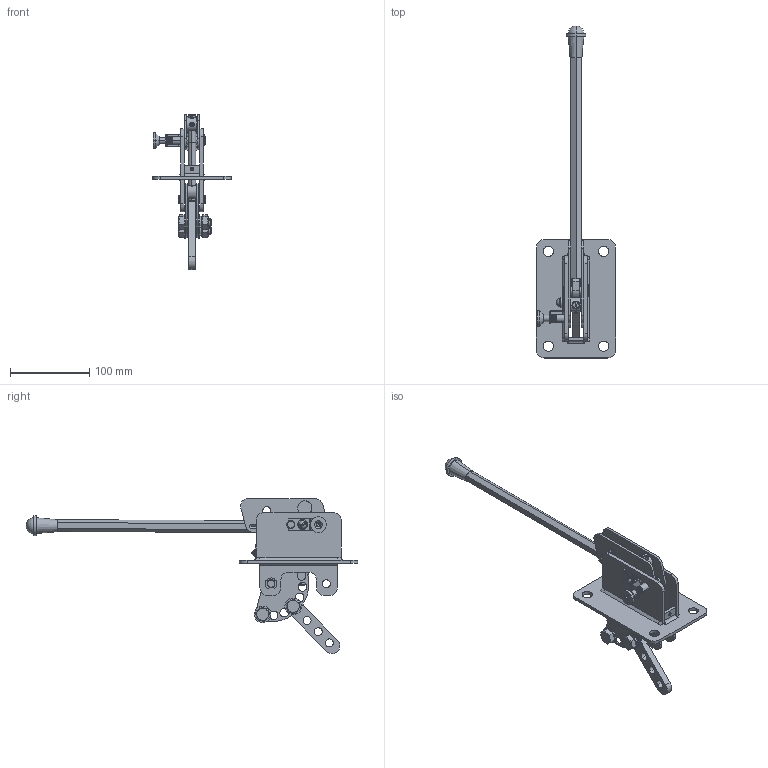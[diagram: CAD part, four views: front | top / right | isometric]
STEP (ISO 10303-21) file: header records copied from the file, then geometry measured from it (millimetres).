
FILE_DESCRIPTION((''),'2;1');
FILE_NAME('D_0015_00_000_ASM','2013-12-18T',(' '),(''),'80','80','');
FILE_SCHEMA(('CONFIG_CONTROL_DESIGN'));
Length unit declared in the file: millimetre
Products named in the file (34): D_0015_00_001_01; D_0015_00_002; D_0015_10_000_ASM; D_0015_00_005; D_0015_00_004_01; D_0015_00_004_00; D_0015_20_000_ASM; D_0015_00_015; D_0015_00_011; D_0015_00_012; D_0015_00_013; D_0015_00_014_AF0; D_0015_30_000_ASM; D_0015_00_006; D_0015_00_007; SHAIBA-11371_10_01_016; D_0015_00_008; D_0015_00_009; BOLT_7805_M10-6GX35_66_016; SHAIBA-6402_10_65G_019; GAIKA_5927_M10-6H_5_019; D_0015_40_000_ASM; SHAIBA_UPORNAYA-7_1; D_0015_00_017; D_0015_00_010; VINT_17473-M3-6GX5_36_016; D_0015_00_018; SHAIBA-11371_4_01_016; SHAIBA-6402_4_65G_019; SHAIBA-11371_6_01_016; SHAIBA-6402_6_65G_026; VINT_17473-M6-6GX10_36_019; D_0005_00_001; D_0015_00_000_ASM
Assembly tree (53 placements, depth 3):
  D_0015_00_000_ASM
    D_0015_10_000_ASM
      D_0015_00_001_01
      D_0015_00_002  x2
    D_0015_20_000_ASM
      D_0015_00_005
      D_0015_00_004_01
      D_0015_00_004_00
    D_0015_00_015  x2
    D_0015_30_000_ASM
      D_0015_00_011
      D_0015_00_012
      D_0015_00_013
      D_0015_00_014_AF0
    D_0015_40_000_ASM
      D_0015_00_006  x2
      D_0015_00_007
      SHAIBA-11371_10_01_016  x8
      D_0015_00_008
      D_0015_00_009
      BOLT_7805_M10-6GX35_66_016  x2
      SHAIBA-6402_10_65G_019  x2
      GAIKA_5927_M10-6H_5_019  x2
    SHAIBA_UPORNAYA-7_1  x3
    D_0015_00_017
    D_0015_00_010
    VINT_17473-M3-6GX5_36_016  x3
    D_0015_00_018
    SHAIBA-11371_4_01_016  x2
    SHAIBA-6402_4_65G_019  x2
    SHAIBA-11371_6_01_016  x2
    SHAIBA-6402_6_65G_026
    VINT_17473-M6-6GX10_36_019
    D_0005_00_001
Bounding box: 100 x 420.01 x 196.47 mm (x, y, z)
Volume: 266934.6 mm3; surface area: 166554.8 mm2
Topology: 49 solids, 78 shells, 800 faces, 2067 edges, 1543 vertices
Faces by surface type: cylinder 381, plane 339, cone 60, bspline 10, sphere 10
Entity records: 21956 total; most frequent: CARTESIAN_POINT 7012, DIRECTION 3365, ORIENTED_EDGE 2522, EDGE_CURVE 1324, AXIS2_PLACEMENT_3D 1293, VERTEX_POINT 863, VECTOR 779, LINE 779
